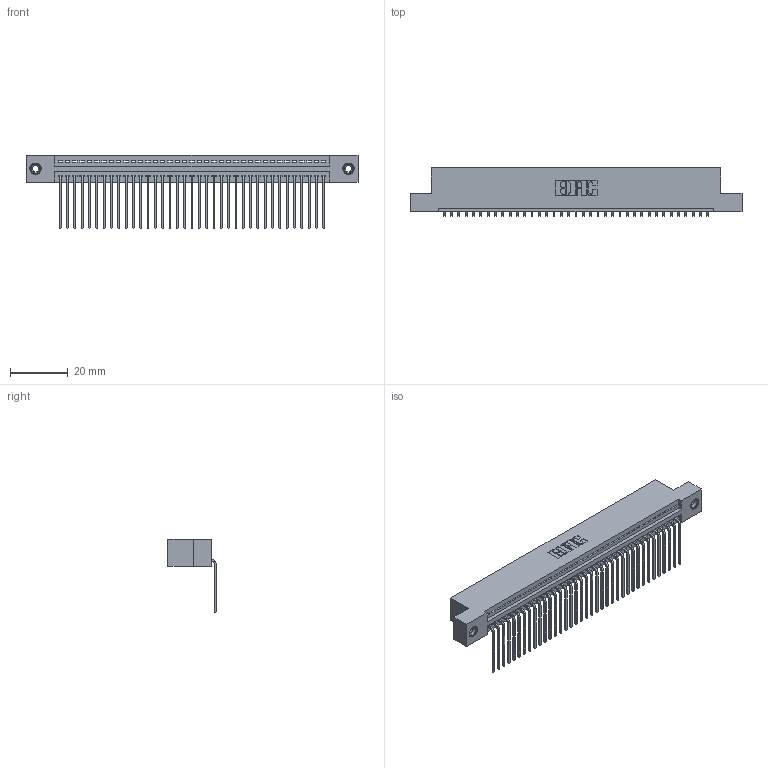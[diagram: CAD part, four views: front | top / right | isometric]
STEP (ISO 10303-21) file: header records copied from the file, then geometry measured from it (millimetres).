
FILE_DESCRIPTION (( 'STEP AP203' ), '1' );
FILE_NAME ('395-037-559-108.STEP', '2019-10-22T00:13:11', ( '' ), ( '' ), 'SwSTEP 2.0', 'SolidWorks 2016', '' );
FILE_SCHEMA (( 'CONFIG_CONTROL_DESIGN' ));
Length unit declared in the file: inch
Products named in the file (4): 345-292-001_558 559 Tail - 1; 345-250-001_345-250-003-102; 345 Part_Flush Mounting Lugs - 0.156 Dia-TI; 395-037-559-108
Assembly tree (40 placements, depth 2):
  395-037-559-108
    345 Part_Flush Mounting Lugs - 0.156 Dia-TI
    345-292-001_558 559 Tail - 1  x37
    345-250-001_345-250-003-102  x2
Bounding box: 115.19 x 16.75 x 25.53 mm (x, y, z)
Volume: 11016.6 mm3; surface area: 15315.6 mm2
Topology: 40 solids, 40 shells, 2406 faces, 7211 edges, 4750 vertices
Faces by surface type: plane 1666, cylinder 724, cone 12, torus 4
Entity records: 29790 total; most frequent: CARTESIAN_POINT 5142, ORIENTED_EDGE 5106, DIRECTION 4525, EDGE_CURVE 2553, VECTOR 2253, LINE 2253, VERTEX_POINT 1696, AXIS2_PLACEMENT_3D 1136
